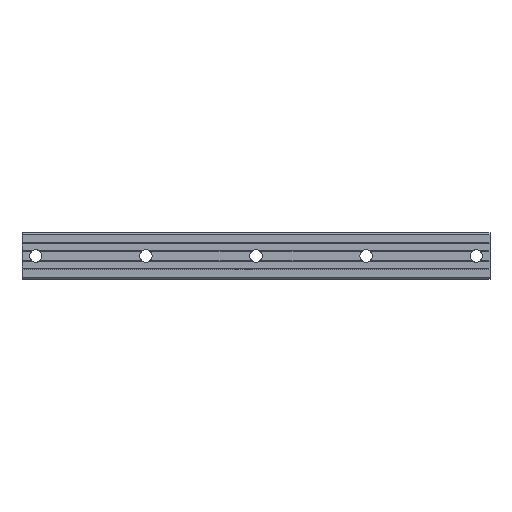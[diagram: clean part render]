
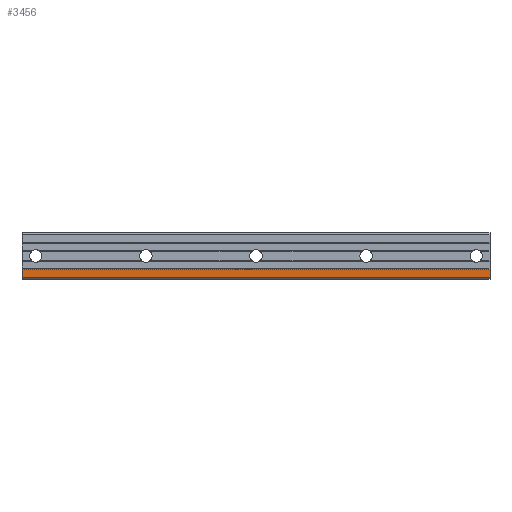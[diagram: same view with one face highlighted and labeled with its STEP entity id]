
A CAD part, front view. The second image highlights one B-rep face of the part: STEP entity #3456.
In plain terms, the highlighted planar face has unit normal (0, -1, 0).
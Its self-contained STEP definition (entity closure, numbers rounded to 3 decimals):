
#52 = CARTESIAN_POINT ( 'NONE',  ( -10., 0., -9.5 ) ) ;
#133 = DIRECTION ( 'NONE',  ( 0., 0., -1. ) ) ;
#168 = DIRECTION ( 'NONE',  ( 1., 0., 0. ) ) ;
#169 = PLANE ( 'NONE',  #3086 ) ;
#206 = VERTEX_POINT ( 'NONE', #925 ) ;
#316 = DIRECTION ( 'NONE',  ( 0., 0., -1. ) ) ;
#396 = LINE ( 'NONE', #2515, #1885 ) ;
#504 = LINE ( 'NONE', #804, #597 ) ;
#536 = DIRECTION ( 'NONE',  ( 1., 0., 0. ) ) ;
#597 = VECTOR ( 'NONE', #316, 1000. ) ;
#663 = EDGE_CURVE ( 'NONE', #879, #206, #1872, .T. ) ;
#756 = ORIENTED_EDGE ( 'NONE', *, *, #1674, .T. ) ;
#804 = CARTESIAN_POINT ( 'NONE',  ( 330., 0., 16.739 ) ) ;
#806 = VECTOR ( 'NONE', #536, 1000. ) ;
#879 = VERTEX_POINT ( 'NONE', #52 ) ;
#925 = CARTESIAN_POINT ( 'NONE',  ( 330., 0., -9.5 ) ) ;
#1010 = VERTEX_POINT ( 'NONE', #3338 ) ;
#1116 = EDGE_CURVE ( 'NONE', #1010, #1573, #1301, .T. ) ;
#1301 = LINE ( 'NONE', #2609, #1434 ) ;
#1363 = CARTESIAN_POINT ( 'NONE',  ( 330., 0., -15.5 ) ) ;
#1434 = VECTOR ( 'NONE', #168, 1000. ) ;
#1511 = ORIENTED_EDGE ( 'NONE', *, *, #2017, .F. ) ;
#1555 = DIRECTION ( 'NONE',  ( 0., 0., 1. ) ) ;
#1573 = VERTEX_POINT ( 'NONE', #1363 ) ;
#1674 = EDGE_CURVE ( 'NONE', #879, #1010, #396, .T. ) ;
#1780 = ORIENTED_EDGE ( 'NONE', *, *, #663, .F. ) ;
#1822 = CARTESIAN_POINT ( 'NONE',  ( 330., 0., -9.5 ) ) ;
#1872 = LINE ( 'NONE', #1939, #806 ) ;
#1885 = VECTOR ( 'NONE', #133, 1000. ) ;
#1939 = CARTESIAN_POINT ( 'NONE',  ( 330., 0., -9.5 ) ) ;
#2017 = EDGE_CURVE ( 'NONE', #206, #1573, #504, .T. ) ;
#2034 = ORIENTED_EDGE ( 'NONE', *, *, #1116, .T. ) ;
#2515 = CARTESIAN_POINT ( 'NONE',  ( -10., 0., 16.739 ) ) ;
#2609 = CARTESIAN_POINT ( 'NONE',  ( 330., 0., -15.5 ) ) ;
#2690 = EDGE_LOOP ( 'NONE', ( #2034, #1511, #1780, #756 ) ) ;
#2862 = DIRECTION ( 'NONE',  ( 0., 1., 0. ) ) ;
#3086 = AXIS2_PLACEMENT_3D ( 'NONE', #1822, #2862, #1555 ) ;
#3338 = CARTESIAN_POINT ( 'NONE',  ( -10., 0., -15.5 ) ) ;
#3375 = FACE_OUTER_BOUND ( 'NONE', #2690, .T. ) ;
#3456 = ADVANCED_FACE ( 'NONE', ( #3375 ), #169, .F. ) ;
